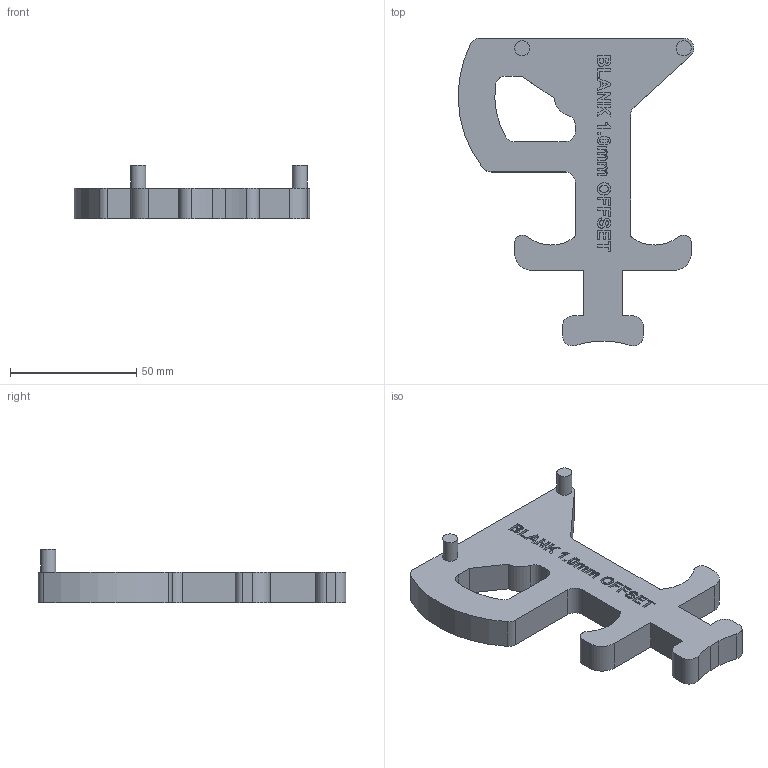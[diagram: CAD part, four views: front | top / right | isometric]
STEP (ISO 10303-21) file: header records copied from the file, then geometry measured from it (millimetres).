
FILE_DESCRIPTION(/* description */ (''),/* implementation_level */ '2;1');
FILE_NAME(/* name */ 'Tension Meter Blank 1mm offset.step',/* time_stamp */ '2025-12-23T15:12:01-08:00',/* author */ (''),/* organization */ (''),/* preprocessor_version */ 'ST-DEVELOPER v20.1',/* originating_system */ 'Autodesk Translation Framework v14.21.0.0',/* authorisation */ '');
FILE_SCHEMA (('AUTOMOTIVE_DESIGN { 1 0 10303 214 3 1 1 }'));
Length unit declared in the file: millimetre
Products named in the file (2): Tension Meter Blank; GT2 Belt Tension Meter W3D RC3 shortpin v4
Assembly tree (1 placements, depth 2):
  Tension Meter Blank
    GT2 Belt Tension Meter W3D RC3 shortpin v4
Bounding box: 93.34 x 121.84 x 21 mm (x, y, z)
Volume: 63976.2 mm3; surface area: 18664.6 mm2
Topology: 1 solids, 1 shells, 329 faces, 912 edges, 608 vertices
Faces by surface type: plane 167, bspline 132, cylinder 30
Full cylindrical faces by diameter (mm): 6 x2
Entity records: 11775 total; most frequent: CARTESIAN_POINT 4152, ORIENTED_EDGE 1824, DIRECTION 1108, EDGE_CURVE 912, VERTEX_POINT 608, LINE 588, VECTOR 588, EDGE_LOOP 354
